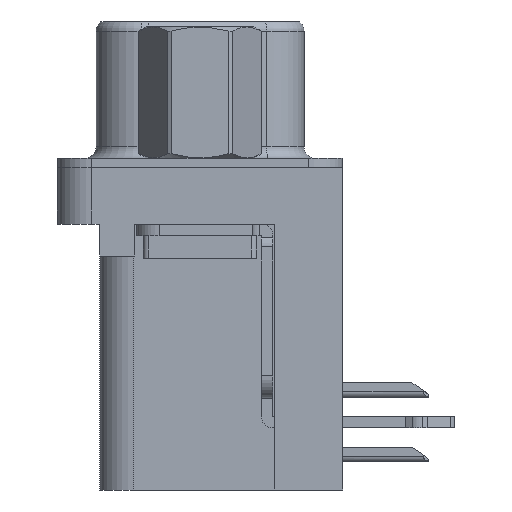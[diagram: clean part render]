
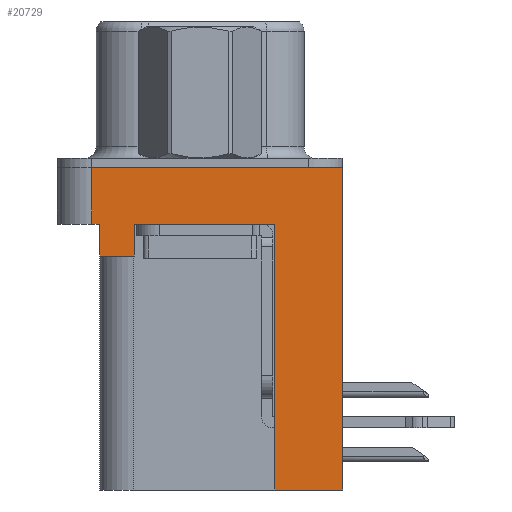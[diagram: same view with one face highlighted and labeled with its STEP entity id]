
A CAD part, left-side view. The second image highlights one B-rep face of the part: STEP entity #20729.
In plain terms, the highlighted planar face has unit normal (-1, 0, 0).
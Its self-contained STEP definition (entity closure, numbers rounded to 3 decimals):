
#326 = VERTEX_POINT ( 'NONE', #12351 ) ;
#374 = VERTEX_POINT ( 'NONE', #8827 ) ;
#700 = CARTESIAN_POINT ( 'NONE',  ( -2.91, -3.295, -2.5 ) ) ;
#981 = EDGE_CURVE ( 'NONE', #16629, #374, #5511, .T. ) ;
#1304 = EDGE_CURVE ( 'NONE', #19589, #1966, #3309, .T. ) ;
#1790 = VERTEX_POINT ( 'NONE', #9953 ) ;
#1966 = VERTEX_POINT ( 'NONE', #10915 ) ;
#3309 = LINE ( 'NONE', #8444, #17546 ) ;
#3460 = DIRECTION ( 'NONE',  ( 0., 0., 1. ) ) ;
#3676 = VECTOR ( 'NONE', #11192, 1000. ) ;
#3749 = VECTOR ( 'NONE', #16480, 1000. ) ;
#4047 = VECTOR ( 'NONE', #16841, 1000. ) ;
#4781 = EDGE_CURVE ( 'NONE', #1790, #17003, #21097, .T. ) ;
#5354 = VECTOR ( 'NONE', #19843, 1000. ) ;
#5502 = EDGE_CURVE ( 'NONE', #1966, #16961, #17476, .T. ) ;
#5511 = LINE ( 'NONE', #19043, #5643 ) ;
#5582 = FACE_OUTER_BOUND ( 'NONE', #16360, .T. ) ;
#5643 = VECTOR ( 'NONE', #9246, 1000. ) ;
#5983 = ORIENTED_EDGE ( 'NONE', *, *, #981, .F. ) ;
#6012 = CARTESIAN_POINT ( 'NONE',  ( -2.91, -6.275, -14.2 ) ) ;
#6068 = VECTOR ( 'NONE', #3460, 1000. ) ;
#6577 = CARTESIAN_POINT ( 'NONE',  ( -2.91, -6.275, -2.5 ) ) ;
#7143 = CARTESIAN_POINT ( 'NONE',  ( -2.91, -3.295, -14.2 ) ) ;
#7152 = LINE ( 'NONE', #18602, #4047 ) ;
#8444 = CARTESIAN_POINT ( 'NONE',  ( -2.91, -3.295, -14.2 ) ) ;
#8566 = PLANE ( 'NONE',  #18992 ) ;
#8719 = VECTOR ( 'NONE', #16111, 1000. ) ;
#8789 = VERTEX_POINT ( 'NONE', #18492 ) ;
#8827 = CARTESIAN_POINT ( 'NONE',  ( -2.91, 4.425, -2.5 ) ) ;
#9112 = DIRECTION ( 'NONE',  ( 0., 0., 1. ) ) ;
#9246 = DIRECTION ( 'NONE',  ( 0., 0., 1. ) ) ;
#9655 = VECTOR ( 'NONE', #13877, 1000. ) ;
#9953 = CARTESIAN_POINT ( 'NONE',  ( -2.91, 4.775, 0. ) ) ;
#10915 = CARTESIAN_POINT ( 'NONE',  ( -2.91, -3.295, -14.2 ) ) ;
#11060 = CARTESIAN_POINT ( 'NONE',  ( -2.91, 4.425, -3.9 ) ) ;
#11192 = DIRECTION ( 'NONE',  ( 0., -1., 0. ) ) ;
#11489 = LINE ( 'NONE', #13456, #6068 ) ;
#11545 = DIRECTION ( 'NONE',  ( 0., 1., 0. ) ) ;
#11607 = ORIENTED_EDGE ( 'NONE', *, *, #1304, .F. ) ;
#11896 = EDGE_CURVE ( 'NONE', #21135, #1790, #11489, .T. ) ;
#12324 = CARTESIAN_POINT ( 'NONE',  ( -2.91, 2.895, -3.9 ) ) ;
#12351 = CARTESIAN_POINT ( 'NONE',  ( -2.91, 2.895, -2.5 ) ) ;
#12532 = ORIENTED_EDGE ( 'NONE', *, *, #16271, .T. ) ;
#13224 = ORIENTED_EDGE ( 'NONE', *, *, #19169, .T. ) ;
#13456 = CARTESIAN_POINT ( 'NONE',  ( -2.91, 4.775, -2.5 ) ) ;
#13729 = DIRECTION ( 'NONE',  ( 0., 0., 1. ) ) ;
#13877 = DIRECTION ( 'NONE',  ( 0., 0., 1. ) ) ;
#13897 = ORIENTED_EDGE ( 'NONE', *, *, #17394, .T. ) ;
#13956 = DIRECTION ( 'NONE',  ( -1., 0., 0. ) ) ;
#13978 = LINE ( 'NONE', #12324, #9655 ) ;
#14162 = CARTESIAN_POINT ( 'NONE',  ( -2.91, -6.275, 0. ) ) ;
#14384 = ORIENTED_EDGE ( 'NONE', *, *, #19980, .F. ) ;
#14875 = ORIENTED_EDGE ( 'NONE', *, *, #4781, .F. ) ;
#14936 = LINE ( 'NONE', #6577, #3749 ) ;
#15184 = CARTESIAN_POINT ( 'NONE',  ( -2.91, 4.425, -3.9 ) ) ;
#15494 = ORIENTED_EDGE ( 'NONE', *, *, #11896, .F. ) ;
#16111 = DIRECTION ( 'NONE',  ( 0., -1., 0. ) ) ;
#16271 = EDGE_CURVE ( 'NONE', #21135, #374, #21238, .T. ) ;
#16360 = EDGE_LOOP ( 'NONE', ( #14875, #15494, #12532, #5983, #14384, #18389, #13224, #17243, #11607, #13897 ) ) ;
#16480 = DIRECTION ( 'NONE',  ( 0., -1., 0. ) ) ;
#16629 = VERTEX_POINT ( 'NONE', #11060 ) ;
#16841 = DIRECTION ( 'NONE',  ( 0., 0., 1. ) ) ;
#16961 = VERTEX_POINT ( 'NONE', #700 ) ;
#17003 = VERTEX_POINT ( 'NONE', #18633 ) ;
#17243 = ORIENTED_EDGE ( 'NONE', *, *, #5502, .F. ) ;
#17394 = EDGE_CURVE ( 'NONE', #19589, #17003, #7152, .T. ) ;
#17403 = EDGE_CURVE ( 'NONE', #8789, #326, #13978, .T. ) ;
#17476 = LINE ( 'NONE', #7143, #18703 ) ;
#17546 = VECTOR ( 'NONE', #11545, 1000. ) ;
#18175 = LINE ( 'NONE', #15184, #5354 ) ;
#18389 = ORIENTED_EDGE ( 'NONE', *, *, #17403, .T. ) ;
#18492 = CARTESIAN_POINT ( 'NONE',  ( -2.91, 2.895, -3.9 ) ) ;
#18602 = CARTESIAN_POINT ( 'NONE',  ( -2.91, -6.275, -2.5 ) ) ;
#18633 = CARTESIAN_POINT ( 'NONE',  ( -2.91, -6.275, 0. ) ) ;
#18703 = VECTOR ( 'NONE', #9112, 1000. ) ;
#18992 = AXIS2_PLACEMENT_3D ( 'NONE', #20585, #13956, #13729 ) ;
#19043 = CARTESIAN_POINT ( 'NONE',  ( -2.91, 4.425, -3.9 ) ) ;
#19169 = EDGE_CURVE ( 'NONE', #326, #16961, #14936, .T. ) ;
#19567 = CARTESIAN_POINT ( 'NONE',  ( -2.91, -6.275, -2.5 ) ) ;
#19589 = VERTEX_POINT ( 'NONE', #6012 ) ;
#19843 = DIRECTION ( 'NONE',  ( 0., 1., 0. ) ) ;
#19980 = EDGE_CURVE ( 'NONE', #8789, #16629, #18175, .T. ) ;
#20585 = CARTESIAN_POINT ( 'NONE',  ( -2.91, -6.275, -2.5 ) ) ;
#20729 = ADVANCED_FACE ( 'NONE', ( #5582 ), #8566, .T. ) ;
#21097 = LINE ( 'NONE', #14162, #8719 ) ;
#21135 = VERTEX_POINT ( 'NONE', #21768 ) ;
#21238 = LINE ( 'NONE', #19567, #3676 ) ;
#21768 = CARTESIAN_POINT ( 'NONE',  ( -2.91, 4.775, -2.5 ) ) ;
